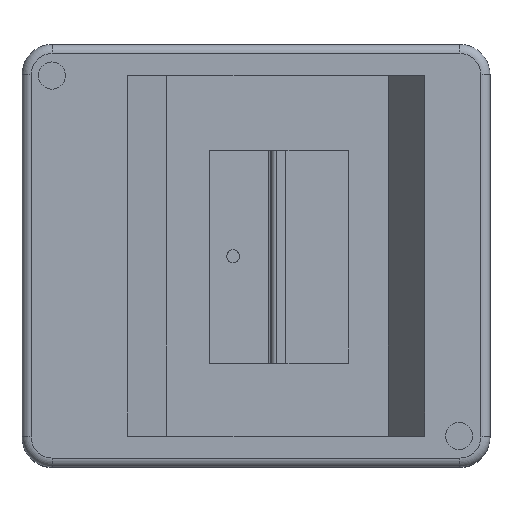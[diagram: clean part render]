
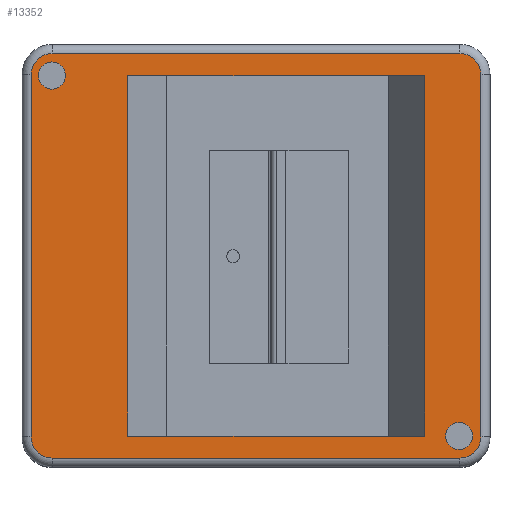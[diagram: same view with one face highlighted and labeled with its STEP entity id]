
A CAD part, top view. The second image highlights one B-rep face of the part: STEP entity #13352.
In plain terms, the highlighted planar face has unit normal (0, 0, 1).
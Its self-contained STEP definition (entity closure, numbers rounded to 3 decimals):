
#10715=DIRECTION('',(-1.,0.,0.));
#10716=VECTOR('',#10715,98.343);
#10717=CARTESIAN_POINT('',(56.243,59.7,55.));
#10718=LINE('',#10717,#10716);
#10719=DIRECTION('',(-1.,0.,0.));
#10720=VECTOR('',#10719,98.343);
#10721=CARTESIAN_POINT('',(56.243,-59.7,55.));
#10722=LINE('',#10721,#10720);
#10723=DIRECTION('',(0.,1.,0.));
#10724=VECTOR('',#10723,119.4);
#10725=CARTESIAN_POINT('',(56.243,-59.7,55.));
#10726=LINE('',#10725,#10724);
#10727=CARTESIAN_POINT('',(67.7,-59.7,55.));
#10728=DIRECTION('',(0.,0.,1.));
#10729=DIRECTION('',(0.,-1.,0.));
#10730=AXIS2_PLACEMENT_3D('',#10727,#10728,#10729);
#10732=CARTESIAN_POINT('',(67.7,-59.7,55.));
#10733=DIRECTION('',(0.,0.,1.));
#10734=DIRECTION('',(0.,1.,0.));
#10735=AXIS2_PLACEMENT_3D('',#10732,#10733,#10734);
#10737=CARTESIAN_POINT('',(-67.2,59.7,55.));
#10738=DIRECTION('',(0.,0.,1.));
#10739=DIRECTION('',(0.,-1.,0.));
#10740=AXIS2_PLACEMENT_3D('',#10737,#10738,#10739);
#10742=CARTESIAN_POINT('',(-67.2,59.7,55.));
#10743=DIRECTION('',(0.,0.,1.));
#10744=DIRECTION('',(0.,1.,0.));
#10745=AXIS2_PLACEMENT_3D('',#10742,#10743,#10744);
#10747=CARTESIAN_POINT('',(-67.097,60.,55.));
#10748=DIRECTION('',(0.,0.,1.));
#10749=DIRECTION('',(0.,1.,0.));
#10750=AXIS2_PLACEMENT_3D('',#10747,#10748,#10749);
#10752=DIRECTION('',(-1.,0.,0.));
#10753=VECTOR('',#10752,135.);
#10754=CARTESIAN_POINT('',(67.903,67.,55.));
#10755=LINE('',#10754,#10753);
#10756=CARTESIAN_POINT('',(67.903,60.,55.));
#10757=DIRECTION('',(0.,0.,1.));
#10758=DIRECTION('',(1.,0.,0.));
#10759=AXIS2_PLACEMENT_3D('',#10756,#10757,#10758);
#10761=DIRECTION('',(0.,1.,0.));
#10762=VECTOR('',#10761,120.);
#10763=CARTESIAN_POINT('',(74.903,-60.,55.));
#10764=LINE('',#10763,#10762);
#10765=CARTESIAN_POINT('',(67.903,-60.,55.));
#10766=DIRECTION('',(0.,0.,1.));
#10767=DIRECTION('',(0.,-1.,0.));
#10768=AXIS2_PLACEMENT_3D('',#10765,#10766,#10767);
#10770=DIRECTION('',(1.,0.,0.));
#10771=VECTOR('',#10770,135.);
#10772=CARTESIAN_POINT('',(-67.097,-67.,55.));
#10773=LINE('',#10772,#10771);
#10774=CARTESIAN_POINT('',(-67.097,-60.,55.));
#10775=DIRECTION('',(0.,0.,1.));
#10776=DIRECTION('',(-1.,0.,0.));
#10777=AXIS2_PLACEMENT_3D('',#10774,#10775,#10776);
#10779=DIRECTION('',(0.,-1.,0.));
#10780=VECTOR('',#10779,120.);
#10781=CARTESIAN_POINT('',(-74.097,60.,55.));
#10782=LINE('',#10781,#10780);
#10803=DIRECTION('',(0.,1.,0.));
#10804=VECTOR('',#10803,119.4);
#10805=CARTESIAN_POINT('',(-42.1,-59.7,55.));
#10806=LINE('',#10805,#10804);
#12715=CARTESIAN_POINT('',(56.243,-59.7,55.));
#12716=CARTESIAN_POINT('',(56.243,59.7,55.));
#12717=VERTEX_POINT('',#12715);
#12718=VERTEX_POINT('',#12716);
#12719=CARTESIAN_POINT('',(-42.1,-59.7,55.));
#12720=VERTEX_POINT('',#12719);
#12721=CARTESIAN_POINT('',(-42.1,59.7,55.));
#12722=VERTEX_POINT('',#12721);
#13043=CARTESIAN_POINT('',(67.7,-64.2,55.));
#13044=CARTESIAN_POINT('',(67.7,-55.2,55.));
#13045=VERTEX_POINT('',#13043);
#13046=VERTEX_POINT('',#13044);
#13051=CARTESIAN_POINT('',(-67.2,55.2,55.));
#13052=CARTESIAN_POINT('',(-67.2,64.2,55.));
#13053=VERTEX_POINT('',#13051);
#13054=VERTEX_POINT('',#13052);
#13055=CARTESIAN_POINT('',(-67.097,67.,55.));
#13056=CARTESIAN_POINT('',(-74.097,60.,55.));
#13057=VERTEX_POINT('',#13055);
#13058=VERTEX_POINT('',#13056);
#13063=CARTESIAN_POINT('',(-74.097,-60.,55.));
#13064=VERTEX_POINT('',#13063);
#13067=CARTESIAN_POINT('',(-67.097,-67.,55.));
#13068=VERTEX_POINT('',#13067);
#13071=CARTESIAN_POINT('',(67.903,-67.,55.));
#13072=VERTEX_POINT('',#13071);
#13075=CARTESIAN_POINT('',(74.903,-60.,55.));
#13076=VERTEX_POINT('',#13075);
#13079=CARTESIAN_POINT('',(74.903,60.,55.));
#13080=VERTEX_POINT('',#13079);
#13083=CARTESIAN_POINT('',(67.903,67.,55.));
#13084=VERTEX_POINT('',#13083);
#13307=CARTESIAN_POINT('',(0.,0.,55.));
#13308=DIRECTION('',(0.,0.,1.));
#13309=DIRECTION('',(0.,-1.,0.));
#13310=AXIS2_PLACEMENT_3D('',#13307,#13308,#13309);
#13311=PLANE('',#13310);
#13313=ORIENTED_EDGE('',*,*,#13312,.F.);
#13315=ORIENTED_EDGE('',*,*,#13314,.F.);
#13317=ORIENTED_EDGE('',*,*,#13316,.F.);
#13319=ORIENTED_EDGE('',*,*,#13318,.F.);
#13321=ORIENTED_EDGE('',*,*,#13320,.F.);
#13323=ORIENTED_EDGE('',*,*,#13322,.F.);
#13325=ORIENTED_EDGE('',*,*,#13324,.F.);
#13327=ORIENTED_EDGE('',*,*,#13326,.F.);
#13328=EDGE_LOOP('',(#13313,#13315,#13317,#13319,#13321,#13323,#13325,#13327));
#13329=FACE_OUTER_BOUND('',#13328,.F.);
#13331=ORIENTED_EDGE('',*,*,#13330,.T.);
#13333=ORIENTED_EDGE('',*,*,#13332,.T.);
#13334=EDGE_LOOP('',(#13331,#13333));
#13335=FACE_BOUND('',#13334,.F.);
#13337=ORIENTED_EDGE('',*,*,#13336,.T.);
#13339=ORIENTED_EDGE('',*,*,#13338,.T.);
#13340=EDGE_LOOP('',(#13337,#13339));
#13341=FACE_BOUND('',#13340,.F.);
#13343=ORIENTED_EDGE('',*,*,#13342,.T.);
#13345=ORIENTED_EDGE('',*,*,#13344,.F.);
#13347=ORIENTED_EDGE('',*,*,#13346,.F.);
#13349=ORIENTED_EDGE('',*,*,#13348,.T.);
#13350=EDGE_LOOP('',(#13343,#13345,#13347,#13349));
#13351=FACE_BOUND('',#13350,.F.);
#13352=ADVANCED_FACE('',(#13329,#13335,#13341,#13351),#13311,.T.);
#10731=CIRCLE('',#10730,4.5);
#10736=CIRCLE('',#10735,4.5);
#10741=CIRCLE('',#10740,4.5);
#10746=CIRCLE('',#10745,4.5);
#10751=CIRCLE('',#10750,7.);
#10760=CIRCLE('',#10759,7.);
#10769=CIRCLE('',#10768,7.);
#10778=CIRCLE('',#10777,7.);
#13312=EDGE_CURVE('',#13057,#13058,#10751,.T.);
#13314=EDGE_CURVE('',#13084,#13057,#10755,.T.);
#13316=EDGE_CURVE('',#13080,#13084,#10760,.T.);
#13318=EDGE_CURVE('',#13076,#13080,#10764,.T.);
#13320=EDGE_CURVE('',#13072,#13076,#10769,.T.);
#13322=EDGE_CURVE('',#13068,#13072,#10773,.T.);
#13324=EDGE_CURVE('',#13064,#13068,#10778,.T.);
#13326=EDGE_CURVE('',#13058,#13064,#10782,.T.);
#13330=EDGE_CURVE('',#13045,#13046,#10731,.T.);
#13332=EDGE_CURVE('',#13046,#13045,#10736,.T.);
#13336=EDGE_CURVE('',#13053,#13054,#10741,.T.);
#13338=EDGE_CURVE('',#13054,#13053,#10746,.T.);
#13342=EDGE_CURVE('',#12718,#12722,#10718,.T.);
#13344=EDGE_CURVE('',#12720,#12722,#10806,.T.);
#13346=EDGE_CURVE('',#12717,#12720,#10722,.T.);
#13348=EDGE_CURVE('',#12717,#12718,#10726,.T.);
